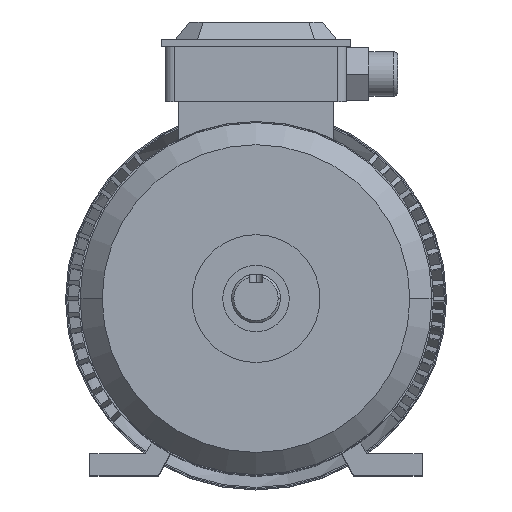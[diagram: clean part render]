
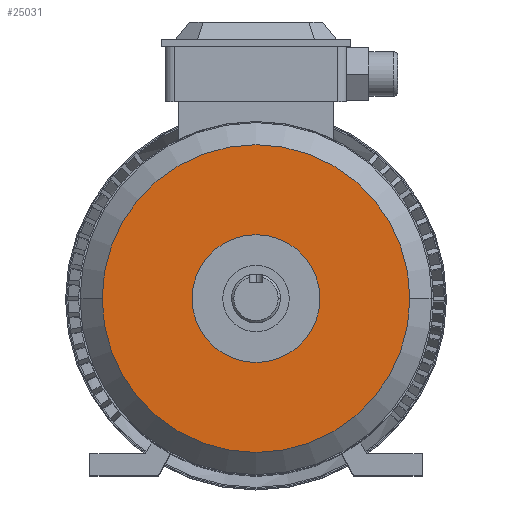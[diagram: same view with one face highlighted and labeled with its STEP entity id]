
A CAD part, top view. The second image highlights one B-rep face of the part: STEP entity #25031.
In plain terms, the highlighted planar face has unit normal (0, 0, 1).
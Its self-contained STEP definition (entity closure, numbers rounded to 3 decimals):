
#828 = CARTESIAN_POINT ( 'NONE',  ( 28.857, 0., 262. ) ) ;
#829 = CARTESIAN_POINT ( 'NONE',  ( -28.857, 0., 262. ) ) ;
#830 = CARTESIAN_POINT ( 'NONE',  ( 69.5, 0., 262. ) ) ;
#831 = CARTESIAN_POINT ( 'NONE',  ( -69.5, 0., 262. ) ) ;
#1443 = EDGE_CURVE ( 'NONE', #22107, #22105, #22804, .T. ) ;
#1745 = EDGE_LOOP ( 'NONE', ( #10360, #10361 ) ) ;
#1759 = EDGE_LOOP ( 'NONE', ( #10358, #10359 ) ) ;
#5087 = EDGE_CURVE ( 'NONE', #22103, #22102, #21660, .T. ) ;
#5346 = EDGE_CURVE ( 'NONE', #22105, #22107, #18905, .T. ) ;
#5348 = EDGE_CURVE ( 'NONE', #22102, #22103, #18911, .T. ) ;
#6762 = FACE_OUTER_BOUND ( 'NONE', #1759, .T. ) ;
#6763 = FACE_BOUND ( 'NONE', #1745, .T. ) ;
#8134 = CARTESIAN_POINT ( 'NONE',  ( 0., 0., 262. ) ) ;
#8135 = DIRECTION ( 'NONE',  ( 0., 0., 1. ) ) ;
#8136 = DIRECTION ( 'NONE',  ( 1., 0., 0. ) ) ;
#10358 = ORIENTED_EDGE ( 'NONE', *, *, #1443, .T. ) ;
#10359 = ORIENTED_EDGE ( 'NONE', *, *, #5346, .T. ) ;
#10360 = ORIENTED_EDGE ( 'NONE', *, *, #5087, .F. ) ;
#10361 = ORIENTED_EDGE ( 'NONE', *, *, #5348, .F. ) ;
#12197 = AXIS2_PLACEMENT_3D ( 'NONE', #8134, #8135, #8136 ) ;
#12312 = AXIS2_PLACEMENT_3D ( 'NONE', #22824, #22826, #22827 ) ;
#12346 = AXIS2_PLACEMENT_3D ( 'NONE', #20628, #20630, #20632 ) ;
#12347 = AXIS2_PLACEMENT_3D ( 'NONE', #20639, #20640, #20642 ) ;
#17183 = PLANE ( 'NONE',  #23760 ) ;
#17184 = CARTESIAN_POINT ( 'NONE',  ( 0., 0., 262. ) ) ;
#17185 = DIRECTION ( 'NONE',  ( 0., 0., 1. ) ) ;
#17186 = DIRECTION ( 'NONE',  ( 1., 0., 0. ) ) ;
#18905 = CIRCLE ( 'NONE', #12346, 69.5 ) ;
#18911 = CIRCLE ( 'NONE', #12347, 28.857 ) ;
#20628 = CARTESIAN_POINT ( 'NONE',  ( 0., 0., 262. ) ) ;
#20630 = DIRECTION ( 'NONE',  ( 0., 0., 1. ) ) ;
#20632 = DIRECTION ( 'NONE',  ( 1., 0., 0. ) ) ;
#20639 = CARTESIAN_POINT ( 'NONE',  ( 0., 0., 262. ) ) ;
#20640 = DIRECTION ( 'NONE',  ( 0., 0., 1. ) ) ;
#20642 = DIRECTION ( 'NONE',  ( 1., 0., 0. ) ) ;
#21660 = CIRCLE ( 'NONE', #12312, 28.857 ) ;
#22102 = VERTEX_POINT ( 'NONE', #828 ) ;
#22103 = VERTEX_POINT ( 'NONE', #829 ) ;
#22105 = VERTEX_POINT ( 'NONE', #830 ) ;
#22107 = VERTEX_POINT ( 'NONE', #831 ) ;
#22804 = CIRCLE ( 'NONE', #12197, 69.5 ) ;
#22824 = CARTESIAN_POINT ( 'NONE',  ( 0., 0., 262. ) ) ;
#22826 = DIRECTION ( 'NONE',  ( 0., 0., 1. ) ) ;
#22827 = DIRECTION ( 'NONE',  ( 1., 0., 0. ) ) ;
#23760 = AXIS2_PLACEMENT_3D ( 'NONE', #17184, #17185, #17186 ) ;
#25031 = ADVANCED_FACE ( 'NONE', ( #6762, #6763 ), #17183, .T. ) ;
